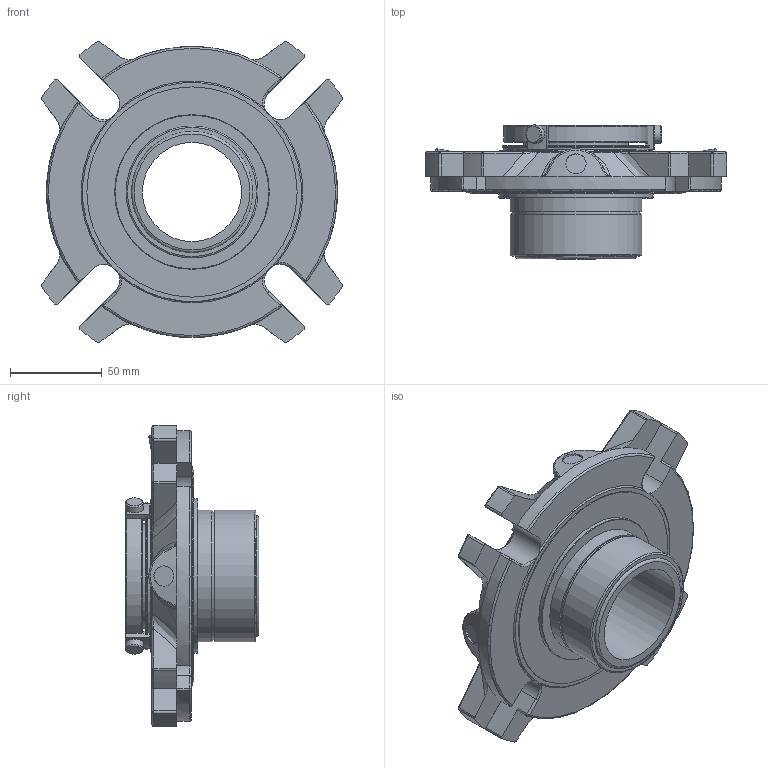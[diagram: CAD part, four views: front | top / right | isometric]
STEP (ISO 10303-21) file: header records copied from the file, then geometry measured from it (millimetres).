
FILE_DESCRIPTION(/* description */ ('Unknown'),/* implementation_level */ '2;1');
FILE_NAME(/* name */ '2.125 CSSN ANSI SEAL ARRANGEMENT',/* time_stamp */ '2023-05-22T09:47:32+01:00',/* author */ ('Unknown'),/* organization */ ('Unknown'),/* preprocessor_version */ 'ST-DEVELOPER v18.102',/* originating_system */ 'Solid Edge',/* authorisation */ 'Unknown');
FILE_SCHEMA (('AUTOMOTIVE_DESIGN {1 0 10303 214 3 1 1}'));
Length unit declared in the file: millimetre
Products named in the file (1): 2.125
Bounding box: 163.83 x 72.74 x 163.83 mm (x, y, z)
Volume: 465714.5 mm3; surface area: 82325.9 mm2
Topology: 1 solids, 1 shells, 548 faces, 1402 edges, 832 vertices
Faces by surface type: cylinder 197, plane 137, bspline 84, torus 76, sphere 37, cone 17
Full cylindrical faces by diameter (mm): 3.785 x1, 10 x3, 10.998 x3, 53.975 x1, 57.125 x1, 65.913 x1, 69.952 x1, 71.704 x1, 71.755 x1, 78.867 x1, 80.391 x1, 83.439 x1, 84.125 x1, 114.3 x1
Entity records: 17382 total; most frequent: CARTESIAN_POINT 5013, ORIENTED_EDGE 2594, DIRECTION 2588, EDGE_CURVE 1297, AXIS2_PLACEMENT_3D 1060, VERTEX_POINT 803, EDGE_LOOP 608, FACE_BOUND 608
